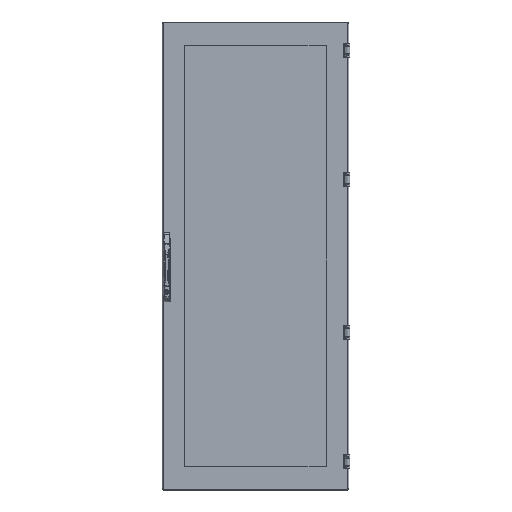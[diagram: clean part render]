
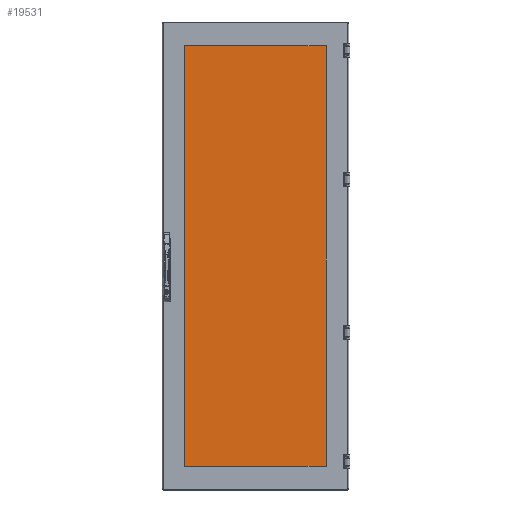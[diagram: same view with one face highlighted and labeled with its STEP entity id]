
A CAD part, top view. The second image highlights one B-rep face of the part: STEP entity #19531.
In plain terms, the highlighted planar face has unit normal (0, 0, 1).
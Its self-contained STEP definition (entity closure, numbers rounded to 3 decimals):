
#1276 = PLANE ( 'NONE',  #78719 ) ;
#4908 = VECTOR ( 'NONE', #91242, 1000. ) ;
#6458 = EDGE_CURVE ( 'NONE', #58008, #70148, #53221, .T. ) ;
#6853 = LINE ( 'NONE', #58139, #79133 ) ;
#13109 = CARTESIAN_POINT ( 'NONE',  ( -323.25, 911.05, 4. ) ) ;
#18254 = VECTOR ( 'NONE', #33252, 1000. ) ;
#19531 = ADVANCED_FACE ( 'NONE', ( #22708 ), #1276, .F. ) ;
#19813 = VERTEX_POINT ( 'NONE', #13109 ) ;
#21787 = DIRECTION ( 'NONE',  ( 0., 0., -1. ) ) ;
#22708 = FACE_OUTER_BOUND ( 'NONE', #55994, .T. ) ;
#33252 = DIRECTION ( 'NONE',  ( 1., 0., 0. ) ) ;
#33894 = EDGE_CURVE ( 'NONE', #70148, #61438, #6853, .T. ) ;
#35841 = DIRECTION ( 'NONE',  ( 0., 1., 0. ) ) ;
#44356 = CARTESIAN_POINT ( 'NONE',  ( 323.25, -911.05, 4. ) ) ;
#46996 = LINE ( 'NONE', #76017, #4908 ) ;
#47693 = CARTESIAN_POINT ( 'NONE',  ( -323.25, 911.05, 4. ) ) ;
#48236 = ORIENTED_EDGE ( 'NONE', *, *, #33894, .T. ) ;
#53221 = LINE ( 'NONE', #76528, #18254 ) ;
#54345 = LINE ( 'NONE', #47693, #68134 ) ;
#55994 = EDGE_LOOP ( 'NONE', ( #48236, #84813, #92814, #66745 ) ) ;
#58008 = VERTEX_POINT ( 'NONE', #74583 ) ;
#58139 = CARTESIAN_POINT ( 'NONE',  ( 323.25, -911.05, 4. ) ) ;
#61438 = VERTEX_POINT ( 'NONE', #76355 ) ;
#66745 = ORIENTED_EDGE ( 'NONE', *, *, #6458, .T. ) ;
#68134 = VECTOR ( 'NONE', #76716, 1000. ) ;
#70148 = VERTEX_POINT ( 'NONE', #44356 ) ;
#72584 = DIRECTION ( 'NONE',  ( -1., 0., 0. ) ) ;
#74583 = CARTESIAN_POINT ( 'NONE',  ( -323.25, -911.05, 4. ) ) ;
#76017 = CARTESIAN_POINT ( 'NONE',  ( -323.25, -911.05, 4. ) ) ;
#76355 = CARTESIAN_POINT ( 'NONE',  ( 323.25, 911.05, 4. ) ) ;
#76528 = CARTESIAN_POINT ( 'NONE',  ( -323.25, -911.05, 4. ) ) ;
#76716 = DIRECTION ( 'NONE',  ( -1., 0., 0. ) ) ;
#78719 = AXIS2_PLACEMENT_3D ( 'NONE', #86898, #21787, #72584 ) ;
#79133 = VECTOR ( 'NONE', #35841, 1000. ) ;
#84813 = ORIENTED_EDGE ( 'NONE', *, *, #88440, .T. ) ;
#86898 = CARTESIAN_POINT ( 'NONE',  ( 0., 0., 4. ) ) ;
#88440 = EDGE_CURVE ( 'NONE', #61438, #19813, #54345, .T. ) ;
#91242 = DIRECTION ( 'NONE',  ( 0., -1., 0. ) ) ;
#92814 = ORIENTED_EDGE ( 'NONE', *, *, #93098, .T. ) ;
#93098 = EDGE_CURVE ( 'NONE', #19813, #58008, #46996, .T. ) ;
